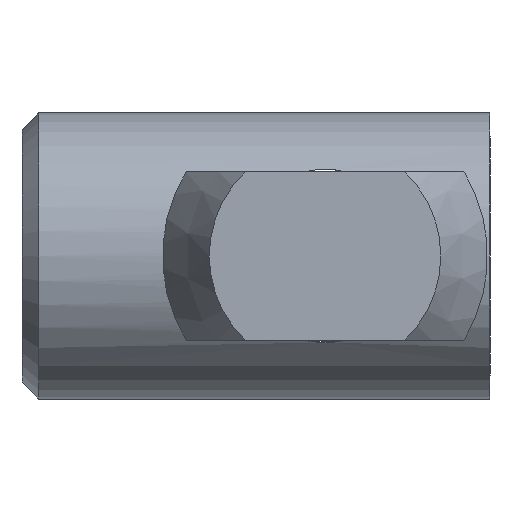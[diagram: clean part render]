
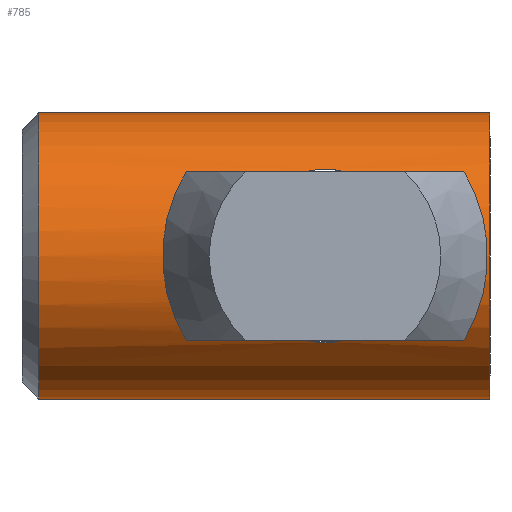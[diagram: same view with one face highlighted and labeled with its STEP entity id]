
A CAD part, left-side view. The second image highlights one B-rep face of the part: STEP entity #785.
In plain terms, the highlighted cylindrical face has radius 8.5 mm (diameter 17 mm), a full revolution.
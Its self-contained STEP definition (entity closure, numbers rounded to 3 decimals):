
#51=B_SPLINE_CURVE_WITH_KNOTS('',3,(#1460,#1461,#1462,#1463,#1464,#1465,
#1466,#1467,#1468,#1469),.UNSPECIFIED.,.F.,.F.,(4,2,2,2,4),(3.205,
3.406,3.607,3.806,4.006),
 .UNSPECIFIED.);
#52=B_SPLINE_CURVE_WITH_KNOTS('',3,(#1471,#1472,#1473,#1474,#1475,#1476,
#1477,#1478,#1479,#1480,#1481,#1482,#1483,#1484,#1485,#1486,#1487,#1488),
 .UNSPECIFIED.,.F.,.F.,(4,2,2,2,2,2,2,2,4),(0.801,1.001,
1.2,1.401,1.602,1.803,2.004,
2.204,2.403),.UNSPECIFIED.);
#53=B_SPLINE_CURVE_WITH_KNOTS('',3,(#1489,#1490,#1491,#1492,#1493,#1494,
#1495,#1496,#1497,#1498),.UNSPECIFIED.,.F.,.F.,(4,2,2,2,4),(2.403,
2.603,2.803,3.004,3.205),
 .UNSPECIFIED.);
#54=B_SPLINE_CURVE_WITH_KNOTS('',3,(#1502,#1503,#1504,#1505,#1506,#1507,
#1508,#1509,#1510,#1511),.UNSPECIFIED.,.F.,.F.,(4,2,2,2,4),(0.,0.201,
0.402,0.602,0.801),.UNSPECIFIED.);
#55=B_SPLINE_CURVE_WITH_KNOTS('',3,(#1512,#1513,#1514,#1515,#1516,#1517,
#1518,#1519,#1520,#1521,#1522,#1523,#1524,#1525,#1526,#1527,#1528,#1529,
#1530,#1531,#1532,#1533,#1534,#1535,#1536,#1537),.UNSPECIFIED.,.F.,.F.,
(4,2,2,2,2,2,2,2,2,2,2,2,4),(-2.403,-2.204,-2.004,
-1.803,-1.602,-1.401,-1.2,
-1.001,-0.801,-0.602,-0.402,
-0.201,0.),.UNSPECIFIED.);
#82=FACE_BOUND('',#285,.T.);
#95=CYLINDRICAL_SURFACE('',#898,8.5);
#115=LINE('',#1548,#155);
#116=LINE('',#1549,#156);
#155=VECTOR('',#1062,8.5);
#156=VECTOR('',#1063,8.5);
#229=FACE_OUTER_BOUND('',#284,.T.);
#284=EDGE_LOOP('',(#639,#640,#641,#642,#643,#644,#645,#646,#647,#648));
#285=EDGE_LOOP('',(#649,#650));
#333=CIRCLE('',#894,8.5);
#334=CIRCLE('',#896,8.5);
#335=CIRCLE('',#897,8.5);
#384=VERTEX_POINT('',#1458);
#385=VERTEX_POINT('',#1459);
#386=VERTEX_POINT('',#1470);
#387=VERTEX_POINT('',#1499);
#388=VERTEX_POINT('',#1501);
#389=VERTEX_POINT('',#1539);
#390=VERTEX_POINT('',#1542);
#391=VERTEX_POINT('',#1543);
#473=EDGE_CURVE('',#384,#385,#51,.F.);
#474=EDGE_CURVE('',#386,#384,#52,.F.);
#475=EDGE_CURVE('',#385,#386,#53,.F.);
#477=EDGE_CURVE('',#388,#387,#54,.F.);
#478=EDGE_CURVE('',#387,#388,#55,.F.);
#479=EDGE_CURVE('',#389,#389,#333,.T.);
#480=EDGE_CURVE('',#390,#391,#334,.T.);
#481=EDGE_CURVE('',#391,#390,#335,.T.);
#483=EDGE_CURVE('',#390,#386,#115,.T.);
#484=EDGE_CURVE('',#384,#389,#116,.T.);
#639=ORIENTED_EDGE('',*,*,#480,.T.);
#640=ORIENTED_EDGE('',*,*,#481,.T.);
#641=ORIENTED_EDGE('',*,*,#483,.T.);
#642=ORIENTED_EDGE('',*,*,#474,.T.);
#643=ORIENTED_EDGE('',*,*,#484,.T.);
#644=ORIENTED_EDGE('',*,*,#479,.T.);
#645=ORIENTED_EDGE('',*,*,#484,.F.);
#646=ORIENTED_EDGE('',*,*,#473,.T.);
#647=ORIENTED_EDGE('',*,*,#475,.T.);
#648=ORIENTED_EDGE('',*,*,#483,.F.);
#649=ORIENTED_EDGE('',*,*,#477,.T.);
#650=ORIENTED_EDGE('',*,*,#478,.T.);
#785=ADVANCED_FACE('',(#229,#82),#95,.T.);
#894=AXIS2_PLACEMENT_3D('',#1540,#1051,#1052);
#896=AXIS2_PLACEMENT_3D('',#1544,#1055,#1056);
#897=AXIS2_PLACEMENT_3D('',#1545,#1057,#1058);
#898=AXIS2_PLACEMENT_3D('',#1547,#1060,#1061);
#1051=DIRECTION('center_axis',(0.,-1.,0.));
#1052=DIRECTION('ref_axis',(1.,0.,0.));
#1055=DIRECTION('center_axis',(0.,1.,0.));
#1056=DIRECTION('ref_axis',(1.,0.,0.));
#1057=DIRECTION('center_axis',(0.,1.,0.));
#1058=DIRECTION('ref_axis',(1.,0.,0.));
#1060=DIRECTION('center_axis',(0.,-1.,0.));
#1061=DIRECTION('ref_axis',(1.,0.,0.));
#1062=DIRECTION('',(0.,1.,0.));
#1063=DIRECTION('',(0.,1.,0.));
#1458=CARTESIAN_POINT('',(-8.5,23.15,0.));
#1459=CARTESIAN_POINT('',(-6.762,18.,5.15));
#1460=CARTESIAN_POINT('Ctrl Pts',(-6.762,18.,5.15));
#1461=CARTESIAN_POINT('Ctrl Pts',(-6.762,18.67,5.15));
#1462=CARTESIAN_POINT('Ctrl Pts',(-6.872,19.366,5.012));
#1463=CARTESIAN_POINT('Ctrl Pts',(-7.229,20.626,4.483));
#1464=CARTESIAN_POINT('Ctrl Pts',(-7.467,21.192,4.091));
#1465=CARTESIAN_POINT('Ctrl Pts',(-7.892,22.088,3.196));
#1466=CARTESIAN_POINT('Ctrl Pts',(-8.11,22.482,2.628));
#1467=CARTESIAN_POINT('Ctrl Pts',(-8.415,23.013,1.363));
#1468=CARTESIAN_POINT('Ctrl Pts',(-8.5,23.15,0.665));
#1469=CARTESIAN_POINT('Ctrl Pts',(-8.5,23.15,0.));
#1470=CARTESIAN_POINT('',(-8.5,12.85,0.));
#1471=CARTESIAN_POINT('Ctrl Pts',(-8.5,23.15,0.));
#1472=CARTESIAN_POINT('Ctrl Pts',(-8.5,23.15,-0.665));
#1473=CARTESIAN_POINT('Ctrl Pts',(-8.415,23.013,-1.363));
#1474=CARTESIAN_POINT('Ctrl Pts',(-8.11,22.482,-2.628));
#1475=CARTESIAN_POINT('Ctrl Pts',(-7.892,22.088,-3.196));
#1476=CARTESIAN_POINT('Ctrl Pts',(-7.467,21.192,-4.091));
#1477=CARTESIAN_POINT('Ctrl Pts',(-7.229,20.626,-4.483));
#1478=CARTESIAN_POINT('Ctrl Pts',(-6.872,19.366,-5.012));
#1479=CARTESIAN_POINT('Ctrl Pts',(-6.762,18.67,-5.15));
#1480=CARTESIAN_POINT('Ctrl Pts',(-6.762,17.33,-5.15));
#1481=CARTESIAN_POINT('Ctrl Pts',(-6.872,16.634,-5.012));
#1482=CARTESIAN_POINT('Ctrl Pts',(-7.229,15.374,-4.483));
#1483=CARTESIAN_POINT('Ctrl Pts',(-7.467,14.808,-4.091));
#1484=CARTESIAN_POINT('Ctrl Pts',(-7.892,13.912,-3.196));
#1485=CARTESIAN_POINT('Ctrl Pts',(-8.11,13.518,-2.628));
#1486=CARTESIAN_POINT('Ctrl Pts',(-8.415,12.987,-1.363));
#1487=CARTESIAN_POINT('Ctrl Pts',(-8.5,12.85,-0.665));
#1488=CARTESIAN_POINT('Ctrl Pts',(-8.5,12.85,0.));
#1489=CARTESIAN_POINT('Ctrl Pts',(-8.5,12.85,0.));
#1490=CARTESIAN_POINT('Ctrl Pts',(-8.5,12.85,0.665));
#1491=CARTESIAN_POINT('Ctrl Pts',(-8.415,12.987,1.363));
#1492=CARTESIAN_POINT('Ctrl Pts',(-8.11,13.518,2.628));
#1493=CARTESIAN_POINT('Ctrl Pts',(-7.892,13.912,3.196));
#1494=CARTESIAN_POINT('Ctrl Pts',(-7.467,14.808,4.091));
#1495=CARTESIAN_POINT('Ctrl Pts',(-7.229,15.374,4.483));
#1496=CARTESIAN_POINT('Ctrl Pts',(-6.872,16.634,5.012));
#1497=CARTESIAN_POINT('Ctrl Pts',(-6.762,17.33,5.15));
#1498=CARTESIAN_POINT('Ctrl Pts',(-6.762,18.,5.15));
#1499=CARTESIAN_POINT('',(6.762,18.,5.15));
#1501=CARTESIAN_POINT('',(8.5,12.85,0.));
#1502=CARTESIAN_POINT('Ctrl Pts',(6.762,18.,5.15));
#1503=CARTESIAN_POINT('Ctrl Pts',(6.762,17.33,5.15));
#1504=CARTESIAN_POINT('Ctrl Pts',(6.872,16.634,5.012));
#1505=CARTESIAN_POINT('Ctrl Pts',(7.229,15.374,4.483));
#1506=CARTESIAN_POINT('Ctrl Pts',(7.467,14.808,4.091));
#1507=CARTESIAN_POINT('Ctrl Pts',(7.892,13.912,3.196));
#1508=CARTESIAN_POINT('Ctrl Pts',(8.11,13.518,2.628));
#1509=CARTESIAN_POINT('Ctrl Pts',(8.415,12.987,1.363));
#1510=CARTESIAN_POINT('Ctrl Pts',(8.5,12.85,0.665));
#1511=CARTESIAN_POINT('Ctrl Pts',(8.5,12.85,0.));
#1512=CARTESIAN_POINT('Ctrl Pts',(8.5,12.85,0.));
#1513=CARTESIAN_POINT('Ctrl Pts',(8.5,12.85,-0.665));
#1514=CARTESIAN_POINT('Ctrl Pts',(8.415,12.987,-1.363));
#1515=CARTESIAN_POINT('Ctrl Pts',(8.11,13.518,-2.628));
#1516=CARTESIAN_POINT('Ctrl Pts',(7.892,13.912,-3.196));
#1517=CARTESIAN_POINT('Ctrl Pts',(7.467,14.808,-4.091));
#1518=CARTESIAN_POINT('Ctrl Pts',(7.229,15.374,-4.483));
#1519=CARTESIAN_POINT('Ctrl Pts',(6.872,16.634,-5.012));
#1520=CARTESIAN_POINT('Ctrl Pts',(6.762,17.33,-5.15));
#1521=CARTESIAN_POINT('Ctrl Pts',(6.762,18.67,-5.15));
#1522=CARTESIAN_POINT('Ctrl Pts',(6.872,19.366,-5.012));
#1523=CARTESIAN_POINT('Ctrl Pts',(7.229,20.626,-4.483));
#1524=CARTESIAN_POINT('Ctrl Pts',(7.467,21.192,-4.091));
#1525=CARTESIAN_POINT('Ctrl Pts',(7.892,22.088,-3.196));
#1526=CARTESIAN_POINT('Ctrl Pts',(8.11,22.482,-2.628));
#1527=CARTESIAN_POINT('Ctrl Pts',(8.415,23.013,-1.363));
#1528=CARTESIAN_POINT('Ctrl Pts',(8.5,23.15,-0.665));
#1529=CARTESIAN_POINT('Ctrl Pts',(8.5,23.15,0.665));
#1530=CARTESIAN_POINT('Ctrl Pts',(8.415,23.013,1.363));
#1531=CARTESIAN_POINT('Ctrl Pts',(8.11,22.482,2.628));
#1532=CARTESIAN_POINT('Ctrl Pts',(7.892,22.088,3.196));
#1533=CARTESIAN_POINT('Ctrl Pts',(7.467,21.192,4.091));
#1534=CARTESIAN_POINT('Ctrl Pts',(7.229,20.626,4.483));
#1535=CARTESIAN_POINT('Ctrl Pts',(6.872,19.366,5.012));
#1536=CARTESIAN_POINT('Ctrl Pts',(6.762,18.67,5.15));
#1537=CARTESIAN_POINT('Ctrl Pts',(6.762,18.,5.15));
#1539=CARTESIAN_POINT('',(-8.5,27.8,0.));
#1540=CARTESIAN_POINT('Origin',(0.,27.8,0.));
#1542=CARTESIAN_POINT('',(-8.5,1.,0.));
#1543=CARTESIAN_POINT('',(0.,1.,-8.5));
#1544=CARTESIAN_POINT('Origin',(0.,1.,0.));
#1545=CARTESIAN_POINT('Origin',(0.,1.,0.));
#1547=CARTESIAN_POINT('Origin',(0.,27.8,0.));
#1548=CARTESIAN_POINT('',(-8.5,27.8,0.));
#1549=CARTESIAN_POINT('',(-8.5,27.8,0.));
